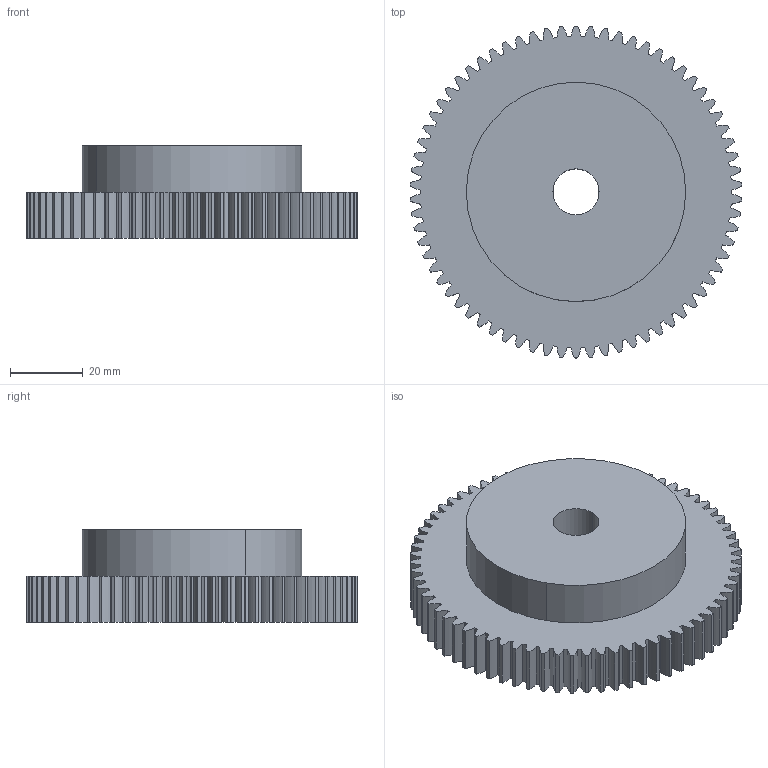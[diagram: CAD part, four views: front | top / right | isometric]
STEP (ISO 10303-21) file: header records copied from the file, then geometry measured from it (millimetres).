
FILE_DESCRIPTION((''),'2;1');
FILE_NAME('gss-2070.stp','2001-12-29T16:39:34',('Administrator'),(''),'Autodesk Inventor (tm) 3.0','Autodesk Inventor (tm) 3.0','');
FILE_SCHEMA(('CONFIG_CONTROL_DESIGN'));
Length unit declared in the file: inch
Products named in the file (1): gss-2070
Bounding box: 91.38 x 91.44 x 25.4 mm (x, y, z)
Volume: 111709.4 mm3; surface area: 22623 mm2
Topology: 1 solids, 1 shells, 289 faces, 858 edges, 572 vertices
Faces by surface type: cylinder 284, plane 3, bspline 2
Entity records: 10171 total; most frequent: DIRECTION 2006, CARTESIAN_POINT 1754, ORIENTED_EDGE 1716, AXIS2_PLACEMENT_3D 860, EDGE_CURVE 858, VERTEX_POINT 572, CIRCLE 572, EDGE_LOOP 292
